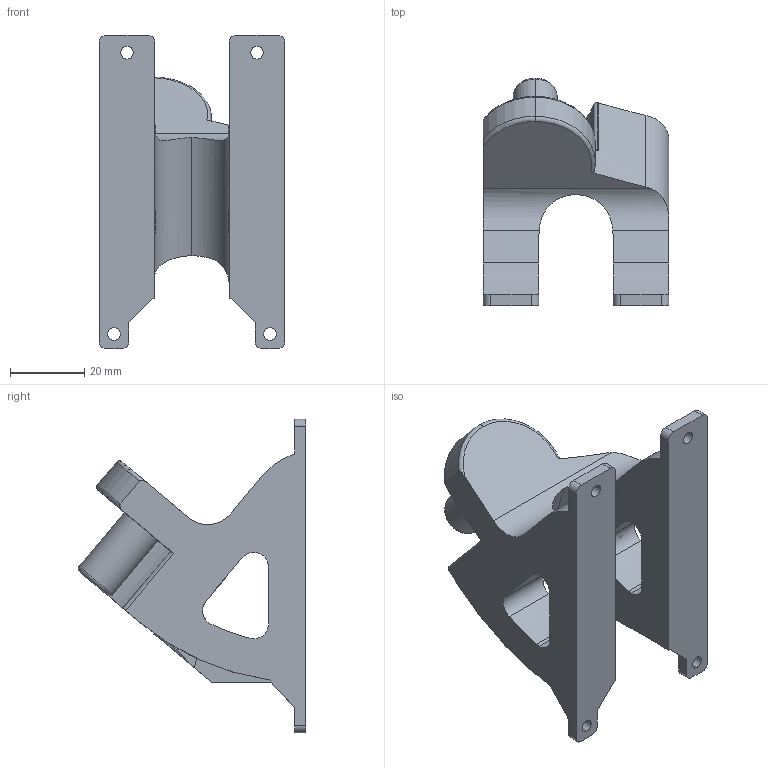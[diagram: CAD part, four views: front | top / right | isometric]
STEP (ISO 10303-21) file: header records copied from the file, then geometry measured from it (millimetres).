
FILE_DESCRIPTION (( 'STEP AP203' ), '1' );
FILE_NAME ('05_rollmount right_40°_v3.step', '2020-05-23T22:33:51', ( '' ), ( '' ), 'SwSTEP 2.0', 'SolidWorks 2019', '' );
FILE_SCHEMA (( 'CONFIG_CONTROL_DESIGN' ));
Length unit declared in the file: millimetre
Products named in the file (1): 05_rollmount right_40起v3
Bounding box: 50 x 61.21 x 84.48 mm (x, y, z)
Volume: 63762.4 mm3; surface area: 19102.6 mm2
Topology: 1 solids, 1 shells, 97 faces, 275 edges, 181 vertices
Faces by surface type: cylinder 50, plane 38, torus 6, cone 2, bspline 1
Entity records: 3473 total; most frequent: CARTESIAN_POINT 790, DIRECTION 561, ORIENTED_EDGE 550, EDGE_CURVE 275, AXIS2_PLACEMENT_3D 210, VERTEX_POINT 181, LINE 141, VECTOR 141
